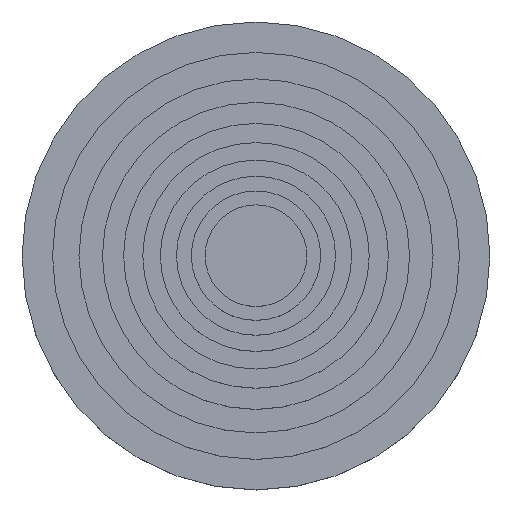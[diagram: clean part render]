
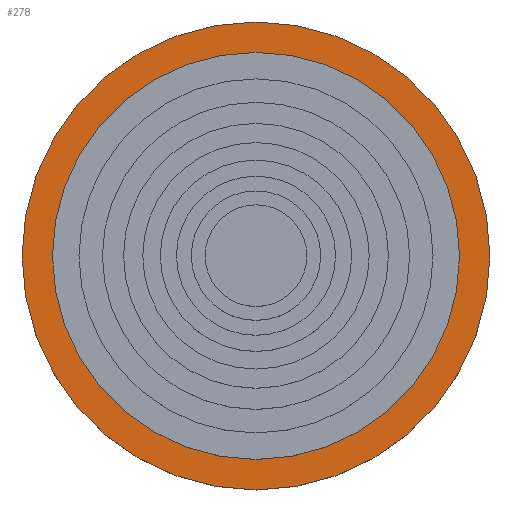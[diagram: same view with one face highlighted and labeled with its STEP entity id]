
A CAD part, top view. The second image highlights one B-rep face of the part: STEP entity #278.
In plain terms, the highlighted planar face has unit normal (0, 0, 1).
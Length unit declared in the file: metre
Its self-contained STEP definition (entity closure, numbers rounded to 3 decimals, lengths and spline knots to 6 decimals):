
#36=ORIENTED_EDGE('',*,*,#90,.F.);
#37=ORIENTED_EDGE('',*,*,#91,.T.);
#90=EDGE_CURVE('',#118,#118,#144,.T.);
#91=EDGE_CURVE('',#119,#119,#145,.T.);
#118=VERTEX_POINT('',#479);
#119=VERTEX_POINT('',#482);
#144=CIRCLE('',#319,0.0115);
#145=CIRCLE('',#321,0.010004);
#170=EDGE_LOOP('',(#36));
#171=EDGE_LOOP('',(#37));
#218=FACE_BOUND('',#170,.T.);
#219=FACE_BOUND('',#171,.T.);
#263=PLANE('',#320);
#278=ADVANCED_FACE('',(#218,#219),#263,.F.);
#319=AXIS2_PLACEMENT_3D('',#478,#375,#376);
#320=AXIS2_PLACEMENT_3D('',#480,#377,#378);
#321=AXIS2_PLACEMENT_3D('',#481,#379,#380);
#375=DIRECTION('',(0.,0.,-1.));
#376=DIRECTION('',(0.,1.,0.));
#377=DIRECTION('',(0.,0.,-1.));
#378=DIRECTION('',(0.,1.,0.));
#379=DIRECTION('',(0.,0.,-1.));
#380=DIRECTION('',(0.,1.,0.));
#478=CARTESIAN_POINT('',(0.,0.,0.003));
#479=CARTESIAN_POINT('',(0.,0.0115,0.003));
#480=CARTESIAN_POINT('',(0.,-0.0115,0.003));
#481=CARTESIAN_POINT('',(0.,0.,0.003));
#482=CARTESIAN_POINT('',(0.,0.010004,0.003));
